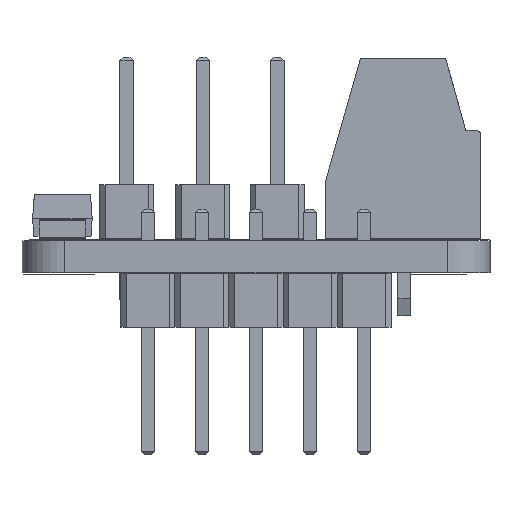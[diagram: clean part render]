
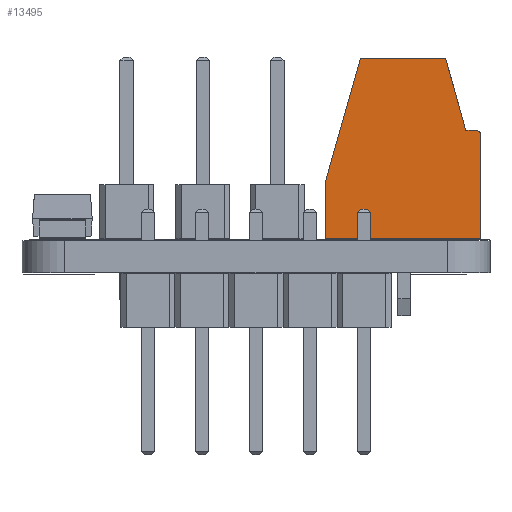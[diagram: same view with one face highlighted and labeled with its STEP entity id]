
A CAD part, front view. The second image highlights one B-rep face of the part: STEP entity #13495.
In plain terms, the highlighted face is planar.
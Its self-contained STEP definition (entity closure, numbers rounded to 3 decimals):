
#13166 = VERTEX_POINT('',#13167);
#13167 = CARTESIAN_POINT('',(0.,0.,7.3));
#13173 = EDGE_CURVE('',#13174,#13166,#13176,.T.);
#13174 = VERTEX_POINT('',#13175);
#13175 = CARTESIAN_POINT('',(0.,0.,0.));
#13176 = LINE('',#13177,#13178);
#13177 = CARTESIAN_POINT('',(0.,0.,7.3));
#13178 = VECTOR('',#13179,1.);
#13179 = DIRECTION('',(0.,-0.,1.));
#13462 = EDGE_CURVE('',#13463,#13174,#13465,.T.);
#13463 = VERTEX_POINT('',#13464);
#13464 = CARTESIAN_POINT('',(0.,2.7,0.));
#13465 = LINE('',#13466,#13467);
#13466 = CARTESIAN_POINT('',(0.,8.5,0.));
#13467 = VECTOR('',#13468,1.);
#13468 = DIRECTION('',(-0.,-1.,-0.));
#13495 = ADVANCED_FACE('',(#13496),#13547,.F.);
#13496 = FACE_BOUND('',#13497,.T.);
#13497 = EDGE_LOOP('',(#13498,#13506,#13515,#13523,#13531,#13539,#13545,
    #13546));
#13498 = ORIENTED_EDGE('',*,*,#13499,.F.);
#13499 = EDGE_CURVE('',#13500,#13166,#13502,.T.);
#13500 = VERTEX_POINT('',#13501);
#13501 = CARTESIAN_POINT('',(0.,4.9,7.3));
#13502 = LINE('',#13503,#13504);
#13503 = CARTESIAN_POINT('',(0.,8.5,7.3));
#13504 = VECTOR('',#13505,1.);
#13505 = DIRECTION('',(-0.,-1.,-0.));
#13506 = ORIENTED_EDGE('',*,*,#13507,.T.);
#13507 = EDGE_CURVE('',#13500,#13508,#13510,.T.);
#13508 = VERTEX_POINT('',#13509);
#13509 = CARTESIAN_POINT('',(0.,5.1,7.1));
#13510 = CIRCLE('',#13511,0.2);
#13511 = AXIS2_PLACEMENT_3D('',#13512,#13513,#13514);
#13512 = CARTESIAN_POINT('',(0.,4.9,7.1));
#13513 = DIRECTION('',(-1.,-0.,0.));
#13514 = DIRECTION('',(0.,0.,-1.));
#13515 = ORIENTED_EDGE('',*,*,#13516,.F.);
#13516 = EDGE_CURVE('',#13517,#13508,#13519,.T.);
#13517 = VERTEX_POINT('',#13518);
#13518 = CARTESIAN_POINT('',(0.,5.1,6.6));
#13519 = LINE('',#13520,#13521);
#13520 = CARTESIAN_POINT('',(0.,5.1,6.6));
#13521 = VECTOR('',#13522,1.);
#13522 = DIRECTION('',(0.,0.,1.));
#13523 = ORIENTED_EDGE('',*,*,#13524,.F.);
#13524 = EDGE_CURVE('',#13525,#13517,#13527,.T.);
#13525 = VERTEX_POINT('',#13526);
#13526 = CARTESIAN_POINT('',(0.,8.5,5.65));
#13527 = LINE('',#13528,#13529);
#13528 = CARTESIAN_POINT('',(0.,8.5,5.65));
#13529 = VECTOR('',#13530,1.);
#13530 = DIRECTION('',(0.,-0.963,0.269));
#13531 = ORIENTED_EDGE('',*,*,#13532,.F.);
#13532 = EDGE_CURVE('',#13533,#13525,#13535,.T.);
#13533 = VERTEX_POINT('',#13534);
#13534 = CARTESIAN_POINT('',(0.,8.5,1.65));
#13535 = LINE('',#13536,#13537);
#13536 = CARTESIAN_POINT('',(0.,8.5,7.3));
#13537 = VECTOR('',#13538,1.);
#13538 = DIRECTION('',(0.,-0.,1.));
#13539 = ORIENTED_EDGE('',*,*,#13540,.F.);
#13540 = EDGE_CURVE('',#13463,#13533,#13541,.T.);
#13541 = LINE('',#13542,#13543);
#13542 = CARTESIAN_POINT('',(0.,8.5,1.65));
#13543 = VECTOR('',#13544,1.);
#13544 = DIRECTION('',(-0.,0.962,0.274));
#13545 = ORIENTED_EDGE('',*,*,#13462,.T.);
#13546 = ORIENTED_EDGE('',*,*,#13173,.T.);
#13547 = PLANE('',#13548);
#13548 = AXIS2_PLACEMENT_3D('',#13549,#13550,#13551);
#13549 = CARTESIAN_POINT('',(0.,8.5,7.3));
#13550 = DIRECTION('',(1.,0.,0.));
#13551 = DIRECTION('',(0.,0.,-1.));
